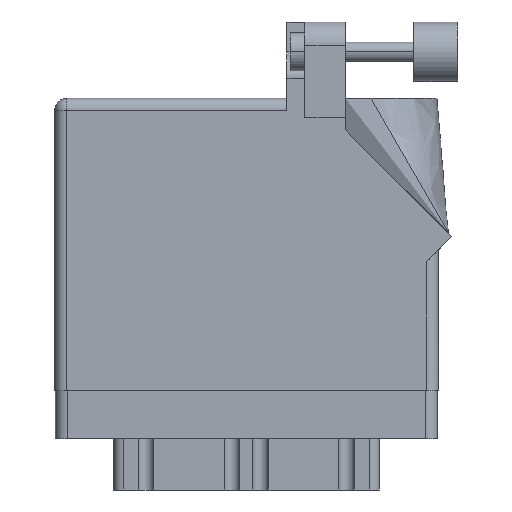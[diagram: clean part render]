
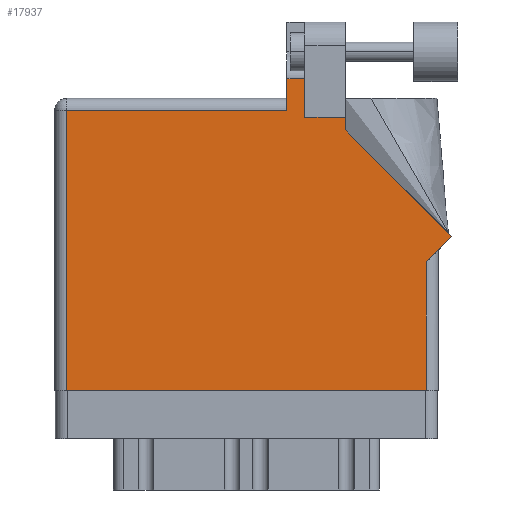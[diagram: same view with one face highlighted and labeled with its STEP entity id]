
A CAD part, front view. The second image highlights one B-rep face of the part: STEP entity #17937.
In plain terms, the highlighted face is planar.
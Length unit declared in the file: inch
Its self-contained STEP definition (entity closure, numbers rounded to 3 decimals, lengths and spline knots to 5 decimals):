
#298 = EDGE_LOOP ( 'NONE', ( #8749, #22593, #16910, #34162, #27265, #18421, #31905, #21791, #6039, #20063, #1125 ) ) ;
#363 = LINE ( 'NONE', #22342, #10199 ) ;
#711 = DIRECTION ( 'NONE',  ( 1., 0., 0. ) ) ;
#787 = LINE ( 'NONE', #14435, #15406 ) ;
#846 = DIRECTION ( 'NONE',  ( -0.707, 0.707, 0. ) ) ;
#1125 = ORIENTED_EDGE ( 'NONE', *, *, #29402, .T. ) ;
#1867 = VERTEX_POINT ( 'NONE', #18695 ) ;
#2308 = CARTESIAN_POINT ( 'NONE',  ( 1.217, 1.6315, 0. ) ) ;
#3490 = LINE ( 'NONE', #31120, #11571 ) ;
#4165 = VECTOR ( 'NONE', #6154, 39.37008 ) ;
#4188 = EDGE_CURVE ( 'NONE', #30086, #21809, #3490, .T. ) ;
#4488 = LINE ( 'NONE', #10323, #10052 ) ;
#4724 = VERTEX_POINT ( 'NONE', #2308 ) ;
#5453 = CARTESIAN_POINT ( 'NONE',  ( 1.311, 1.6315, 0. ) ) ;
#5464 = LINE ( 'NONE', #32706, #4165 ) ;
#5924 = CARTESIAN_POINT ( 'NONE',  ( 1.948, 0., 0. ) ) ;
#6039 = ORIENTED_EDGE ( 'NONE', *, *, #4188, .T. ) ;
#6154 = DIRECTION ( 'NONE',  ( -1., 0., 0. ) ) ;
#6159 = CARTESIAN_POINT ( 'NONE',  ( 1.217, 1.468, 0. ) ) ;
#6800 = VECTOR ( 'NONE', #24225, 39.37008 ) ;
#8749 = ORIENTED_EDGE ( 'NONE', *, *, #20889, .T. ) ;
#9292 = EDGE_CURVE ( 'NONE', #12192, #4724, #24685, .T. ) ;
#9412 = LINE ( 'NONE', #20232, #31365 ) ;
#10052 = VECTOR ( 'NONE', #21148, 39.37008 ) ;
#10199 = VECTOR ( 'NONE', #711, 39.37008 ) ;
#10323 = CARTESIAN_POINT ( 'NONE',  ( 1.311, 1.43, 0. ) ) ;
#11138 = EDGE_CURVE ( 'NONE', #14390, #22410, #9412, .T. ) ;
#11365 = EDGE_CURVE ( 'NONE', #21809, #1867, #22454, .T. ) ;
#11571 = VECTOR ( 'NONE', #846, 39.37008 ) ;
#12074 = CARTESIAN_POINT ( 'NONE',  ( 0.062, 0., 0. ) ) ;
#12192 = VERTEX_POINT ( 'NONE', #5453 ) ;
#12586 = DIRECTION ( 'NONE',  ( 0., -1., 0. ) ) ;
#12840 = DIRECTION ( 'NONE',  ( 0., 0., -1. ) ) ;
#13216 = CARTESIAN_POINT ( 'NONE',  ( 0., 1.468, 0. ) ) ;
#13436 = VECTOR ( 'NONE', #18720, 39.37008 ) ;
#13655 = CARTESIAN_POINT ( 'NONE',  ( 2.01, 0.737, 0. ) ) ;
#14055 = EDGE_CURVE ( 'NONE', #4724, #19487, #787, .T. ) ;
#14230 = CARTESIAN_POINT ( 'NONE',  ( 1.64177, 1.6315, 0. ) ) ;
#14390 = VERTEX_POINT ( 'NONE', #29971 ) ;
#14435 = CARTESIAN_POINT ( 'NONE',  ( 1.217, 1.53, 0. ) ) ;
#15406 = VECTOR ( 'NONE', #22421, 39.37008 ) ;
#15892 = CARTESIAN_POINT ( 'NONE',  ( 1.948, 0.737, 0. ) ) ;
#16415 = LINE ( 'NONE', #13216, #13436 ) ;
#16898 = DIRECTION ( 'NONE',  ( -1., 0., 0. ) ) ;
#16910 = ORIENTED_EDGE ( 'NONE', *, *, #14055, .T. ) ;
#17937 = ADVANCED_FACE ( 'NONE', ( #31432 ), #33724, .F. ) ;
#18292 = VECTOR ( 'NONE', #26412, 39.37008 ) ;
#18421 = ORIENTED_EDGE ( 'NONE', *, *, #23748, .T. ) ;
#18695 = CARTESIAN_POINT ( 'NONE',  ( 1.524, 1.43, 0. ) ) ;
#18720 = DIRECTION ( 'NONE',  ( -1., 0., 0. ) ) ;
#18896 = VERTEX_POINT ( 'NONE', #30091 ) ;
#19487 = VERTEX_POINT ( 'NONE', #6159 ) ;
#19792 = DIRECTION ( 'NONE',  ( 0., 1., 0. ) ) ;
#20063 = ORIENTED_EDGE ( 'NONE', *, *, #11365, .T. ) ;
#20232 = CARTESIAN_POINT ( 'NONE',  ( 0.062, 0., 0. ) ) ;
#20889 = EDGE_CURVE ( 'NONE', #18896, #12192, #4488, .T. ) ;
#21148 = DIRECTION ( 'NONE',  ( 0., 1., 0. ) ) ;
#21469 = LINE ( 'NONE', #13655, #18292 ) ;
#21638 = VECTOR ( 'NONE', #16898, 39.37008 ) ;
#21791 = ORIENTED_EDGE ( 'NONE', *, *, #28907, .T. ) ;
#21809 = VERTEX_POINT ( 'NONE', #30363 ) ;
#22342 = CARTESIAN_POINT ( 'NONE',  ( 0., 0., 0. ) ) ;
#22410 = VERTEX_POINT ( 'NONE', #12074 ) ;
#22421 = DIRECTION ( 'NONE',  ( 0., -1., 0. ) ) ;
#22454 = LINE ( 'NONE', #27557, #24590 ) ;
#22593 = ORIENTED_EDGE ( 'NONE', *, *, #9292, .T. ) ;
#23748 = EDGE_CURVE ( 'NONE', #22410, #33314, #363, .T. ) ;
#24225 = DIRECTION ( 'NONE',  ( 0., 1., 0. ) ) ;
#24590 = VECTOR ( 'NONE', #19792, 39.37008 ) ;
#24685 = LINE ( 'NONE', #14230, #21638 ) ;
#25325 = VERTEX_POINT ( 'NONE', #32379 ) ;
#25603 = CARTESIAN_POINT ( 'NONE',  ( 0., 1.53, 0. ) ) ;
#25829 = EDGE_CURVE ( 'NONE', #33314, #25325, #29866, .T. ) ;
#26412 = DIRECTION ( 'NONE',  ( 0.707, 0.707, 0. ) ) ;
#26907 = AXIS2_PLACEMENT_3D ( 'NONE', #25603, #12840, #31090 ) ;
#27265 = ORIENTED_EDGE ( 'NONE', *, *, #11138, .T. ) ;
#27557 = CARTESIAN_POINT ( 'NONE',  ( 1.524, 1.36442, 0. ) ) ;
#28907 = EDGE_CURVE ( 'NONE', #25325, #30086, #21469, .T. ) ;
#29402 = EDGE_CURVE ( 'NONE', #1867, #18896, #5464, .T. ) ;
#29866 = LINE ( 'NONE', #15892, #6800 ) ;
#29971 = CARTESIAN_POINT ( 'NONE',  ( 0.062, 1.468, 0. ) ) ;
#30086 = VERTEX_POINT ( 'NONE', #34754 ) ;
#30091 = CARTESIAN_POINT ( 'NONE',  ( 1.311, 1.43, 0. ) ) ;
#30363 = CARTESIAN_POINT ( 'NONE',  ( 1.524, 1.36442, 0. ) ) ;
#31090 = DIRECTION ( 'NONE',  ( -1., 0., 0. ) ) ;
#31120 = CARTESIAN_POINT ( 'NONE',  ( 2.08071, 0.80771, 0. ) ) ;
#31365 = VECTOR ( 'NONE', #12586, 39.37008 ) ;
#31432 = FACE_OUTER_BOUND ( 'NONE', #298, .T. ) ;
#31905 = ORIENTED_EDGE ( 'NONE', *, *, #25829, .T. ) ;
#32379 = CARTESIAN_POINT ( 'NONE',  ( 1.948, 0.675, 0. ) ) ;
#32706 = CARTESIAN_POINT ( 'NONE',  ( 1.524, 1.43, 0. ) ) ;
#33314 = VERTEX_POINT ( 'NONE', #5924 ) ;
#33724 = PLANE ( 'NONE',  #26907 ) ;
#34162 = ORIENTED_EDGE ( 'NONE', *, *, #34444, .T. ) ;
#34444 = EDGE_CURVE ( 'NONE', #19487, #14390, #16415, .T. ) ;
#34754 = CARTESIAN_POINT ( 'NONE',  ( 2.08071, 0.80771, 0. ) ) ;
